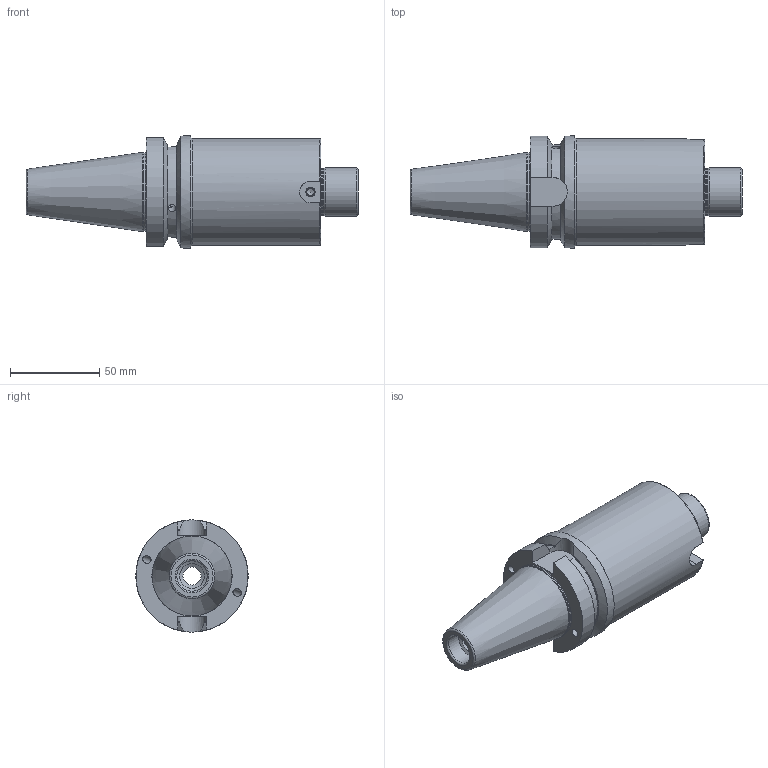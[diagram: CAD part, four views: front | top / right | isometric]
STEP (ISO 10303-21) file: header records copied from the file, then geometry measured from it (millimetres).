
FILE_DESCRIPTION(/* description */ (''),/* implementation_level */ '2;1');
FILE_NAME(/* name */ '7540051-33.stp',/* time_stamp */ '2021-06-24T10:21:49+02:00',/* author */ ('SCHUESSLER'),/* organization */ (''),/* preprocessor_version */ 'ST-DEVELOPER v17.2',/* originating_system */ 'Autodesk Inventor 2019',/* authorisation */ '');
FILE_SCHEMA (('AUTOMOTIVE_DESIGN { 1 0 10303 214 3 1 1 }'));
Length unit declared in the file: millimetre
Products named in the file (1): 7540051-33
Bounding box: 186.4 x 63 x 63 mm (x, y, z)
Volume: 324851.1 mm3; surface area: 43645.9 mm2
Topology: 1 solids, 1 shells, 84 faces, 275 edges, 192 vertices
Faces by surface type: cylinder 27, cone 22, plane 21, torus 14
Full cylindrical faces by diameter (mm): 3 x4, 4.134 x2, 4.2 x4, 10.2 x1, 13 x1, 14 x1, 17 x1, 26.4 x1, 27 x1, 44.25 x1, 60 x1, 63 x1
Entity records: 3458 total; most frequent: CARTESIAN_POINT 938, ORIENTED_EDGE 538, DIRECTION 535, EDGE_CURVE 269, AXIS2_PLACEMENT_3D 225, VERTEX_POINT 192, CIRCLE 132, EDGE_LOOP 99
